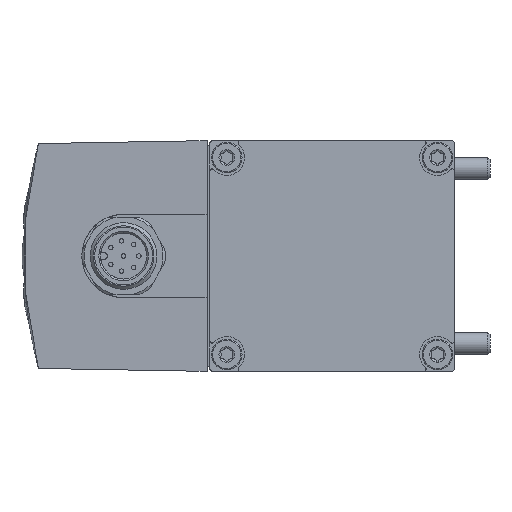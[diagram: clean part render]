
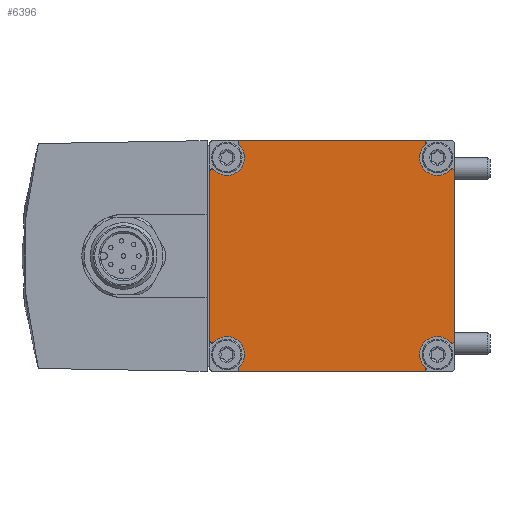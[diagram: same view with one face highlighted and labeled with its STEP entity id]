
A CAD part, left-side view. The second image highlights one B-rep face of the part: STEP entity #6396.
In plain terms, the highlighted planar face has unit normal (-1, 0, 0).
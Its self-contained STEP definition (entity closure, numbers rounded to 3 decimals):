
#266=CIRCLE('',#6733,0.4);
#267=CIRCLE('',#6734,3.2);
#268=CIRCLE('',#6735,0.4);
#269=CIRCLE('',#6736,0.4);
#270=CIRCLE('',#6737,3.2);
#271=CIRCLE('',#6738,0.4);
#272=CIRCLE('',#6739,0.4);
#273=CIRCLE('',#6740,3.2);
#274=CIRCLE('',#6741,0.4);
#275=CIRCLE('',#6742,0.4);
#276=CIRCLE('',#6743,3.2);
#277=CIRCLE('',#6744,0.4);
#555=ORIENTED_EDGE('',*,*,#1798,.F.);
#556=ORIENTED_EDGE('',*,*,#1799,.F.);
#557=ORIENTED_EDGE('',*,*,#1800,.T.);
#558=ORIENTED_EDGE('',*,*,#1801,.F.);
#559=ORIENTED_EDGE('',*,*,#1802,.F.);
#560=ORIENTED_EDGE('',*,*,#1803,.F.);
#561=ORIENTED_EDGE('',*,*,#1804,.T.);
#562=ORIENTED_EDGE('',*,*,#1805,.F.);
#563=ORIENTED_EDGE('',*,*,#1806,.F.);
#564=ORIENTED_EDGE('',*,*,#1807,.F.);
#565=ORIENTED_EDGE('',*,*,#1808,.T.);
#566=ORIENTED_EDGE('',*,*,#1809,.F.);
#567=ORIENTED_EDGE('',*,*,#1810,.F.);
#568=ORIENTED_EDGE('',*,*,#1811,.F.);
#569=ORIENTED_EDGE('',*,*,#1812,.T.);
#570=ORIENTED_EDGE('',*,*,#1813,.F.);
#1798=EDGE_CURVE('',#2404,#2405,#2777,.T.);
#1799=EDGE_CURVE('',#2406,#2404,#266,.T.);
#1800=EDGE_CURVE('',#2406,#2407,#267,.T.);
#1801=EDGE_CURVE('',#2408,#2407,#268,.T.);
#1802=EDGE_CURVE('',#2409,#2408,#2778,.T.);
#1803=EDGE_CURVE('',#2410,#2409,#269,.T.);
#1804=EDGE_CURVE('',#2410,#2411,#270,.T.);
#1805=EDGE_CURVE('',#2412,#2411,#271,.T.);
#1806=EDGE_CURVE('',#2413,#2412,#2779,.T.);
#1807=EDGE_CURVE('',#2414,#2413,#272,.T.);
#1808=EDGE_CURVE('',#2414,#2415,#273,.T.);
#1809=EDGE_CURVE('',#2416,#2415,#274,.T.);
#1810=EDGE_CURVE('',#2417,#2416,#2780,.T.);
#1811=EDGE_CURVE('',#2418,#2417,#275,.T.);
#1812=EDGE_CURVE('',#2418,#2419,#276,.T.);
#1813=EDGE_CURVE('',#2405,#2419,#277,.T.);
#2404=VERTEX_POINT('',#8949);
#2405=VERTEX_POINT('',#8950);
#2406=VERTEX_POINT('',#8952);
#2407=VERTEX_POINT('',#8954);
#2408=VERTEX_POINT('',#8956);
#2409=VERTEX_POINT('',#8958);
#2410=VERTEX_POINT('',#8960);
#2411=VERTEX_POINT('',#8962);
#2412=VERTEX_POINT('',#8964);
#2413=VERTEX_POINT('',#8966);
#2414=VERTEX_POINT('',#8968);
#2415=VERTEX_POINT('',#8970);
#2416=VERTEX_POINT('',#8972);
#2417=VERTEX_POINT('',#8974);
#2418=VERTEX_POINT('',#8976);
#2419=VERTEX_POINT('',#8978);
#2777=LINE('',#8948,#3102);
#2778=LINE('',#8957,#3103);
#2779=LINE('',#8965,#3104);
#2780=LINE('',#8973,#3105);
#3102=VECTOR('',#7359,1000.);
#3103=VECTOR('',#7366,1000.);
#3104=VECTOR('',#7373,1000.);
#3105=VECTOR('',#7380,1000.);
#3438=EDGE_LOOP('',(#555,#556,#557,#558,#559,#560,#561,#562,#563,#564,#565,
#566,#567,#568,#569,#570));
#3821=FACE_BOUND('',#3438,.T.);
#4171=PLANE('',#6732);
#6396=ADVANCED_FACE('',(#3821),#4171,.F.);
#6732=AXIS2_PLACEMENT_3D('',#8947,#7357,#7358);
#6733=AXIS2_PLACEMENT_3D('',#8951,#7360,#7361);
#6734=AXIS2_PLACEMENT_3D('',#8953,#7362,#7363);
#6735=AXIS2_PLACEMENT_3D('',#8955,#7364,#7365);
#6736=AXIS2_PLACEMENT_3D('',#8959,#7367,#7368);
#6737=AXIS2_PLACEMENT_3D('',#8961,#7369,#7370);
#6738=AXIS2_PLACEMENT_3D('',#8963,#7371,#7372);
#6739=AXIS2_PLACEMENT_3D('',#8967,#7374,#7375);
#6740=AXIS2_PLACEMENT_3D('',#8969,#7376,#7377);
#6741=AXIS2_PLACEMENT_3D('',#8971,#7378,#7379);
#6742=AXIS2_PLACEMENT_3D('',#8975,#7381,#7382);
#6743=AXIS2_PLACEMENT_3D('',#8977,#7383,#7384);
#6744=AXIS2_PLACEMENT_3D('',#8979,#7385,#7386);
#7357=DIRECTION('',(1.,0.,0.));
#7358=DIRECTION('',(0.,0.,-1.));
#7359=DIRECTION('',(0.,0.,1.));
#7360=DIRECTION('',(1.,0.,0.));
#7361=DIRECTION('',(0.,0.,-1.));
#7362=DIRECTION('',(1.,0.,0.));
#7363=DIRECTION('',(0.,0.,-1.));
#7364=DIRECTION('',(1.,0.,0.));
#7365=DIRECTION('',(0.,0.,-1.));
#7366=DIRECTION('',(0.,1.,0.));
#7367=DIRECTION('',(1.,0.,0.));
#7368=DIRECTION('',(0.,0.,-1.));
#7369=DIRECTION('',(1.,0.,0.));
#7370=DIRECTION('',(0.,0.,-1.));
#7371=DIRECTION('',(1.,0.,0.));
#7372=DIRECTION('',(0.,0.,-1.));
#7373=DIRECTION('',(0.,0.,-1.));
#7374=DIRECTION('',(1.,0.,0.));
#7375=DIRECTION('',(0.,0.,-1.));
#7376=DIRECTION('',(1.,0.,0.));
#7377=DIRECTION('',(0.,0.,-1.));
#7378=DIRECTION('',(1.,0.,0.));
#7379=DIRECTION('',(0.,0.,-1.));
#7380=DIRECTION('',(0.,-1.,0.));
#7381=DIRECTION('',(1.,0.,0.));
#7382=DIRECTION('',(0.,0.,-1.));
#7383=DIRECTION('',(1.,0.,0.));
#7384=DIRECTION('',(0.,0.,-1.));
#7385=DIRECTION('',(1.,0.,0.));
#7386=DIRECTION('',(0.,0.,-1.));
#8947=CARTESIAN_POINT('',(-110.4,43.5,20.25));
#8948=CARTESIAN_POINT('',(-110.4,44.,-20.25));
#8949=CARTESIAN_POINT('',(-110.4,44.,-15.263));
#8950=CARTESIAN_POINT('',(-110.4,44.,15.263));
#8951=CARTESIAN_POINT('',(-110.4,43.6,-15.263));
#8952=CARTESIAN_POINT('',(-110.4,43.306,-15.534));
#8953=CARTESIAN_POINT('',(-110.4,40.95,-17.7));
#8954=CARTESIAN_POINT('',(-110.4,38.784,-20.056));
#8955=CARTESIAN_POINT('',(-110.4,38.513,-20.35));
#8956=CARTESIAN_POINT('',(-110.4,38.513,-20.75));
#8957=CARTESIAN_POINT('',(-110.4,0.5,-20.75));
#8958=CARTESIAN_POINT('',(-110.4,5.487,-20.75));
#8959=CARTESIAN_POINT('',(-110.4,5.487,-20.35));
#8960=CARTESIAN_POINT('',(-110.4,5.216,-20.056));
#8961=CARTESIAN_POINT('',(-110.4,3.05,-17.7));
#8962=CARTESIAN_POINT('',(-110.4,0.694,-15.534));
#8963=CARTESIAN_POINT('',(-110.4,0.4,-15.263));
#8964=CARTESIAN_POINT('',(-110.4,0.,-15.263));
#8965=CARTESIAN_POINT('',(-110.4,0.,20.25));
#8966=CARTESIAN_POINT('',(-110.4,0.,15.263));
#8967=CARTESIAN_POINT('',(-110.4,0.4,15.263));
#8968=CARTESIAN_POINT('',(-110.4,0.694,15.534));
#8969=CARTESIAN_POINT('',(-110.4,3.05,17.7));
#8970=CARTESIAN_POINT('',(-110.4,5.216,20.056));
#8971=CARTESIAN_POINT('',(-110.4,5.487,20.35));
#8972=CARTESIAN_POINT('',(-110.4,5.487,20.75));
#8973=CARTESIAN_POINT('',(-110.4,43.5,20.75));
#8974=CARTESIAN_POINT('',(-110.4,38.513,20.75));
#8975=CARTESIAN_POINT('',(-110.4,38.513,20.35));
#8976=CARTESIAN_POINT('',(-110.4,38.784,20.056));
#8977=CARTESIAN_POINT('',(-110.4,40.95,17.7));
#8978=CARTESIAN_POINT('',(-110.4,43.306,15.534));
#8979=CARTESIAN_POINT('',(-110.4,43.6,15.263));
